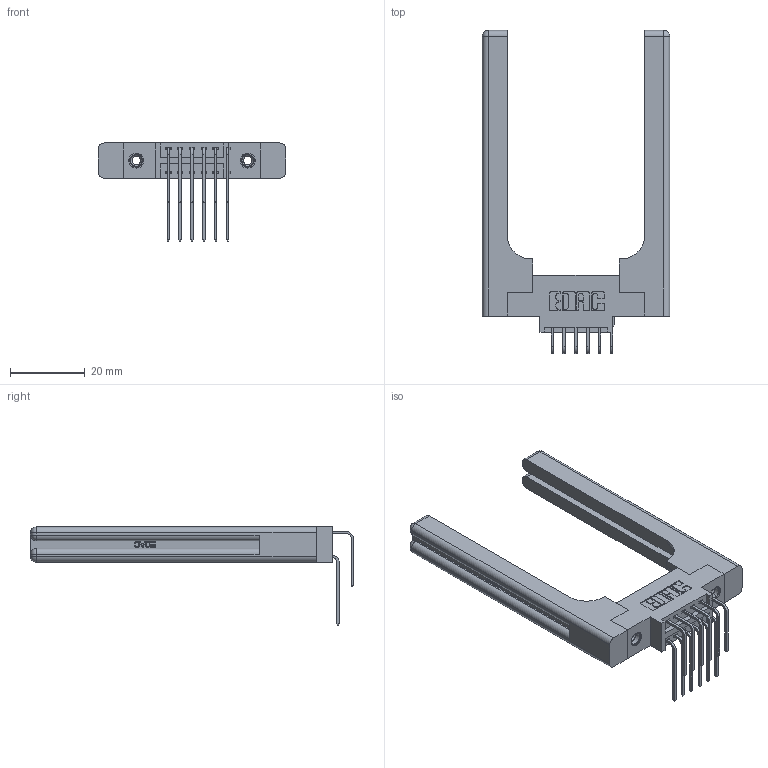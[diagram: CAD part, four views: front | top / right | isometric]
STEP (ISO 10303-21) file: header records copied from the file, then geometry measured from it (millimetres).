
FILE_DESCRIPTION (( 'STEP AP203' ), '1' );
FILE_NAME ('346-012-559-858.STEP', '2022-05-17T21:07:29', ( '' ), ( '' ), 'SwSTEP 2.0', 'SolidWorks 2020', '' );
FILE_SCHEMA (( 'CONFIG_CONTROL_DESIGN' ));
Length unit declared in the file: inch
Products named in the file (6): 346 Part_0.170 Offset - 0.156 Dia-TH; 346-220-058_345-220-058; 345-292-001_559 Tail - 2; 345-292-001_558 559 Tail - 1; 346-012-559-858; 345-250-001_345-250-001-102
Assembly tree (17 placements, depth 2):
  346-012-559-858
    346 Part_0.170 Offset - 0.156 Dia-TH
    345-292-001_558 559 Tail - 1  x6
    345-292-001_559 Tail - 2  x6
    345-250-001_345-250-001-102  x2
    346-220-058_345-220-058  x2
Bounding box: 49.94 x 86.17 x 26.16 mm (x, y, z)
Volume: 11990.8 mm3; surface area: 11222.1 mm2
Topology: 17 solids, 17 shells, 1032 faces, 2933 edges, 1918 vertices
Faces by surface type: plane 676, cylinder 296, bspline 36, cone 12, sphere 8, torus 4
Entity records: 15822 total; most frequent: CARTESIAN_POINT 3716, ORIENTED_EDGE 2392, DIRECTION 2232, EDGE_CURVE 1196, VECTOR 912, LINE 912, VERTEX_POINT 786, AXIS2_PLACEMENT_3D 660
